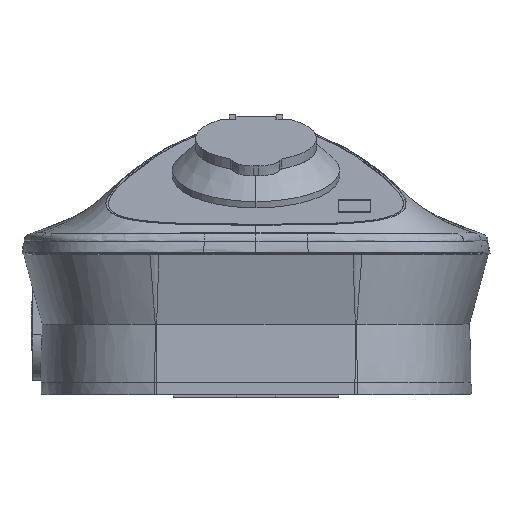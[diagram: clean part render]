
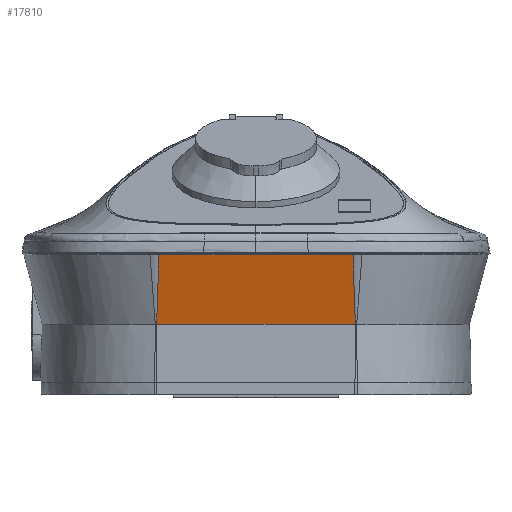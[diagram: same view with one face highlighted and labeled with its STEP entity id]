
A CAD part, front view. The second image highlights one B-rep face of the part: STEP entity #17810.
In plain terms, the highlighted planar face has unit normal (0, -0.966, -0.259).
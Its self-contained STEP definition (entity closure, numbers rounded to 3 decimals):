
#2359=DIRECTION('',(1.,0.,0.));
#2360=VECTOR('',#2359,117.318);
#2361=CARTESIAN_POINT('',(-58.671,-195.933,-0.53));
#2362=LINE('',#2361,#2360);
#2931=DIRECTION('',(-1.,0.,0.));
#2932=VECTOR('',#2931,119.91);
#2933=CARTESIAN_POINT('',(59.943,-184.72,-42.376));
#2934=LINE('',#2933,#2932);
#2935=CARTESIAN_POINT('',(-59.967,-184.72,-42.376));
#2936=CARTESIAN_POINT('',(-59.921,-184.889,
-41.746));
#2937=CARTESIAN_POINT('',(-59.838,-185.241,
-40.432));
#2938=CARTESIAN_POINT('',(-59.726,-185.812,
-38.302));
#2939=CARTESIAN_POINT('',(-59.622,-186.429,
-35.997));
#2940=CARTESIAN_POINT('',(-59.523,-187.096,
-33.508));
#2941=CARTESIAN_POINT('',(-59.426,-187.816,
-30.823));
#2942=CARTESIAN_POINT('',(-59.332,-188.591,
-27.93));
#2943=CARTESIAN_POINT('',(-59.238,-189.424,
-24.819));
#2944=CARTESIAN_POINT('',(-59.145,-190.32,
-21.475));
#2945=CARTESIAN_POINT('',(-59.052,-191.284,
-17.878));
#2946=CARTESIAN_POINT('',(-58.958,-192.321,
-14.009));
#2947=CARTESIAN_POINT('',(-58.864,-193.435,
-9.85));
#2948=CARTESIAN_POINT('',(-58.768,-194.632,
-5.384));
#2949=CARTESIAN_POINT('',(-58.704,-195.489,
-2.184));
#2950=CARTESIAN_POINT('',(-58.671,-195.933,-0.53));
#2957=CARTESIAN_POINT('',(59.943,-184.72,-42.376));
#2958=CARTESIAN_POINT('',(59.897,-184.889,
-41.747));
#2959=CARTESIAN_POINT('',(59.814,-185.241,
-40.432));
#2960=CARTESIAN_POINT('',(59.702,-185.812,
-38.302));
#2961=CARTESIAN_POINT('',(59.598,-186.429,
-35.998));
#2962=CARTESIAN_POINT('',(59.499,-187.096,
-33.509));
#2963=CARTESIAN_POINT('',(59.403,-187.815,
-30.825));
#2964=CARTESIAN_POINT('',(59.308,-188.59,
-27.932));
#2965=CARTESIAN_POINT('',(59.214,-189.424,
-24.821));
#2966=CARTESIAN_POINT('',(59.121,-190.32,
-21.477));
#2967=CARTESIAN_POINT('',(59.028,-191.284,
-17.879));
#2968=CARTESIAN_POINT('',(58.935,-192.321,
-14.01));
#2969=CARTESIAN_POINT('',(58.84,-193.435,
-9.851));
#2970=CARTESIAN_POINT('',(58.744,-194.632,
-5.384));
#2971=CARTESIAN_POINT('',(58.68,-195.489,
-2.184));
#2972=CARTESIAN_POINT('',(58.647,-195.933,-0.53));
#3801=CARTESIAN_POINT('',(58.647,-195.933,-0.53));
#3802=VERTEX_POINT('',#3801);
#3803=CARTESIAN_POINT('',(-58.671,-195.933,-0.53));
#3804=VERTEX_POINT('',#3803);
#3808=CARTESIAN_POINT('',(59.943,-184.72,-42.376));
#3810=VERTEX_POINT('',#3808);
#3811=CARTESIAN_POINT('',(-59.967,-184.72,-42.376));
#3812=VERTEX_POINT('',#3811);
#17798=CARTESIAN_POINT('',(59.943,-184.72,-42.376));
#17799=DIRECTION('',(0.,-0.966,-0.259));
#17800=DIRECTION('',(1.,0.,0.));
#17801=AXIS2_PLACEMENT_3D('',#17798,#17799,#17800);
#17802=PLANE('',#17801);
#17803=ORIENTED_EDGE('',*,*,#17791,.T.);
#17804=ORIENTED_EDGE('',*,*,#17736,.T.);
#17805=ORIENTED_EDGE('',*,*,#16386,.T.);
#17807=ORIENTED_EDGE('',*,*,#17806,.F.);
#17808=EDGE_LOOP('',(#17803,#17804,#17805,#17807));
#17809=FACE_OUTER_BOUND('',#17808,.F.);
#17810=ADVANCED_FACE('',(#17809),#17802,.T.);
#2951=B_SPLINE_CURVE_WITH_KNOTS('',3,(#2935,#2936,#2937,#2938,#2939,#2940,#2941,
#2942,#2943,#2944,#2945,#2946,#2947,#2948,#2949,#2950),.UNSPECIFIED.,.F.,.F.,(4,
1,1,1,1,1,1,1,1,1,1,1,1,4),(0.,0.077,0.154,
0.231,0.308,0.385,0.462,
0.538,0.615,0.692,0.769,
0.846,0.923,1.),.UNSPECIFIED.);
#2973=B_SPLINE_CURVE_WITH_KNOTS('',3,(#2957,#2958,#2959,#2960,#2961,#2962,#2963,
#2964,#2965,#2966,#2967,#2968,#2969,#2970,#2971,#2972),.UNSPECIFIED.,.F.,.F.,(4,
1,1,1,1,1,1,1,1,1,1,1,1,4),(0.,0.077,0.154,
0.231,0.308,0.385,0.462,
0.538,0.615,0.692,0.769,
0.846,0.923,1.),.UNSPECIFIED.);
#16386=EDGE_CURVE('',#3804,#3802,#2362,.T.);
#17736=EDGE_CURVE('',#3812,#3804,#2951,.T.);
#17791=EDGE_CURVE('',#3810,#3812,#2934,.T.);
#17806=EDGE_CURVE('',#3810,#3802,#2973,.T.);
